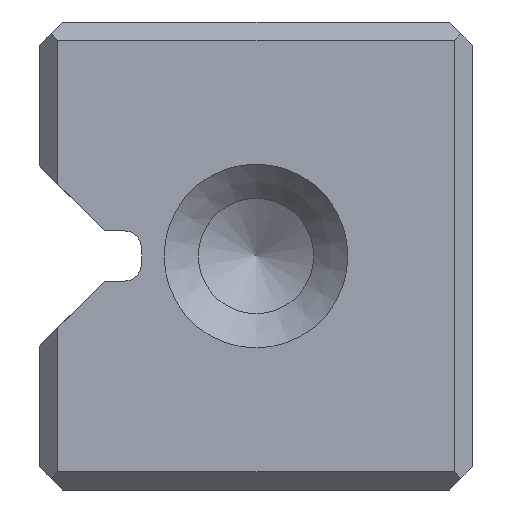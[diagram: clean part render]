
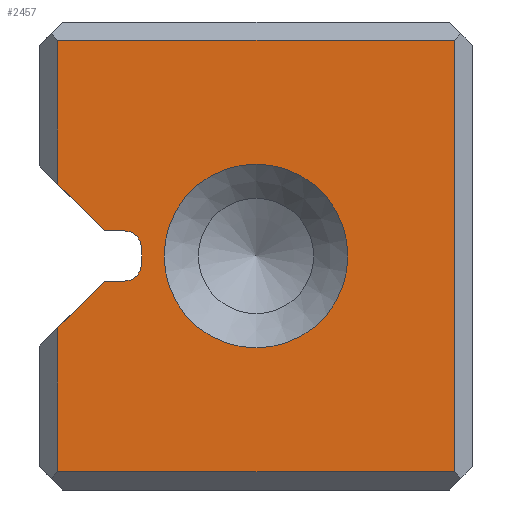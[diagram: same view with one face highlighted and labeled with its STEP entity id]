
A CAD part, left-side view. The second image highlights one B-rep face of the part: STEP entity #2457.
In plain terms, the highlighted planar face has unit normal (-1, 0, 0).
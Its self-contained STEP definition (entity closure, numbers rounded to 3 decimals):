
#2457=ADVANCED_FACE('',(#3351,#3352),#2830,.T.);
#2830=PLANE('',#8681);
#3074=CIRCLE('',#8678,1.);
#3075=CIRCLE('',#8679,1.);
#3076=CIRCLE('',#8680,5.5);
#3351=FACE_BOUND('',#3529,.T.);
#3352=FACE_BOUND('',#3530,.T.);
#3529=EDGE_LOOP('',(#4215,#4216,#4217,#4218,#4219,#4220,#4221,#4222,#4223,
#4224,#4225,#4226));
#3530=EDGE_LOOP('',(#4227));
#4215=ORIENTED_EDGE('',*,*,#6671,.T.);
#4216=ORIENTED_EDGE('',*,*,#6672,.T.);
#4217=ORIENTED_EDGE('',*,*,#6673,.T.);
#4218=ORIENTED_EDGE('',*,*,#6674,.T.);
#4219=ORIENTED_EDGE('',*,*,#6675,.T.);
#4220=ORIENTED_EDGE('',*,*,#6676,.T.);
#4221=ORIENTED_EDGE('',*,*,#6677,.T.);
#4222=ORIENTED_EDGE('',*,*,#6678,.T.);
#4223=ORIENTED_EDGE('',*,*,#6679,.T.);
#4224=ORIENTED_EDGE('',*,*,#6680,.T.);
#4225=ORIENTED_EDGE('',*,*,#6681,.T.);
#4226=ORIENTED_EDGE('',*,*,#6682,.F.);
#4227=ORIENTED_EDGE('',*,*,#6683,.F.);
#6039=VERTEX_POINT('',#11111);
#6040=VERTEX_POINT('',#11112);
#6041=VERTEX_POINT('',#11114);
#6042=VERTEX_POINT('',#11116);
#6043=VERTEX_POINT('',#11118);
#6044=VERTEX_POINT('',#11120);
#6045=VERTEX_POINT('',#11122);
#6046=VERTEX_POINT('',#11124);
#6047=VERTEX_POINT('',#11126);
#6048=VERTEX_POINT('',#11128);
#6049=VERTEX_POINT('',#11130);
#6050=VERTEX_POINT('',#11132);
#6051=VERTEX_POINT('',#11135);
#6671=EDGE_CURVE('',#6039,#6040,#7497,.T.);
#6672=EDGE_CURVE('',#6040,#6041,#7498,.T.);
#6673=EDGE_CURVE('',#6041,#6042,#7499,.T.);
#6674=EDGE_CURVE('',#6042,#6043,#7500,.T.);
#6675=EDGE_CURVE('',#6043,#6044,#7501,.T.);
#6676=EDGE_CURVE('',#6044,#6045,#7502,.T.);
#6677=EDGE_CURVE('',#6045,#6046,#7503,.T.);
#6678=EDGE_CURVE('',#6046,#6047,#7504,.T.);
#6679=EDGE_CURVE('',#6047,#6048,#3074,.T.);
#6680=EDGE_CURVE('',#6048,#6049,#7505,.T.);
#6681=EDGE_CURVE('',#6049,#6050,#3075,.T.);
#6682=EDGE_CURVE('',#6039,#6050,#7506,.T.);
#6683=EDGE_CURVE('',#6051,#6051,#3076,.T.);
#7497=LINE('',#11110,#8159);
#7498=LINE('',#11113,#8160);
#7499=LINE('',#11115,#8161);
#7500=LINE('',#11117,#8162);
#7501=LINE('',#11119,#8163);
#7502=LINE('',#11121,#8164);
#7503=LINE('',#11123,#8165);
#7504=LINE('',#11125,#8166);
#7505=LINE('',#11129,#8167);
#7506=LINE('',#11133,#8168);
#8159=VECTOR('',#9199,1.);
#8160=VECTOR('',#9200,1.);
#8161=VECTOR('',#9201,1.);
#8162=VECTOR('',#9202,1.);
#8163=VECTOR('',#9203,1.);
#8164=VECTOR('',#9204,1.);
#8165=VECTOR('',#9205,1.);
#8166=VECTOR('',#9206,1.);
#8167=VECTOR('',#9209,1.);
#8168=VECTOR('',#9212,1.);
#8678=AXIS2_PLACEMENT_3D('',#11127,#9207,#9208);
#8679=AXIS2_PLACEMENT_3D('',#11131,#9210,#9211);
#8680=AXIS2_PLACEMENT_3D('',#11134,#9213,#9214);
#8681=AXIS2_PLACEMENT_3D('',#11136,#9215,#9216);
#9199=DIRECTION('',(0.,0.707,-0.707));
#9200=DIRECTION('',(0.,0.,-1.));
#9201=DIRECTION('',(0.,-1.,0.));
#9202=DIRECTION('',(0.,0.,1.));
#9203=DIRECTION('',(0.,1.,0.));
#9204=DIRECTION('',(0.,0.,-1.));
#9205=DIRECTION('',(0.,-0.707,-0.707));
#9206=DIRECTION('',(0.,-1.,0.));
#9207=DIRECTION('',(1.,0.,0.));
#9208=DIRECTION('',(0.,0.,1.));
#9209=DIRECTION('',(0.,0.,-1.));
#9210=DIRECTION('',(1.,0.,0.));
#9211=DIRECTION('',(0.,0.,1.));
#9212=DIRECTION('',(0.,-1.,0.));
#9213=DIRECTION('',(-1.,0.,0.));
#9214=DIRECTION('',(0.,0.,1.));
#9215=DIRECTION('',(-1.,0.,0.));
#9216=DIRECTION('',(0.,1.,0.));
#11110=CARTESIAN_POINT('',(-800.,22.662,11.862));
#11111=CARTESIAN_POINT('',(-800.,34.42,0.105));
#11112=CARTESIAN_POINT('',(-800.,37.205,-2.68));
#11113=CARTESIAN_POINT('',(-800.,37.205,1.605));
#11114=CARTESIAN_POINT('',(-800.,37.205,-11.295));
#11115=CARTESIAN_POINT('',(-800.,12.405,-11.295));
#11116=CARTESIAN_POINT('',(-800.,13.505,-11.295));
#11117=CARTESIAN_POINT('',(-800.,13.505,1.605));
#11118=CARTESIAN_POINT('',(-800.,13.505,14.505));
#11119=CARTESIAN_POINT('',(-800.,12.405,14.505));
#11120=CARTESIAN_POINT('',(-800.,37.205,14.505));
#11121=CARTESIAN_POINT('',(-800.,37.205,1.605));
#11122=CARTESIAN_POINT('',(-800.,37.205,5.89));
#11123=CARTESIAN_POINT('',(-800.,22.662,-8.652));
#11124=CARTESIAN_POINT('',(-800.,34.42,3.105));
#11125=CARTESIAN_POINT('',(-800.,32.205,3.105));
#11126=CARTESIAN_POINT('',(-800.,33.205,3.105));
#11127=CARTESIAN_POINT('',(-800.,33.205,2.105));
#11128=CARTESIAN_POINT('',(-800.,32.205,2.105));
#11129=CARTESIAN_POINT('',(-800.,32.205,3.105));
#11130=CARTESIAN_POINT('',(-800.,32.205,1.105));
#11131=CARTESIAN_POINT('',(-800.,33.205,1.105));
#11132=CARTESIAN_POINT('',(-800.,33.205,0.105));
#11133=CARTESIAN_POINT('',(-800.,32.205,0.105));
#11134=CARTESIAN_POINT('',(-800.,25.355,1.605));
#11135=CARTESIAN_POINT('',(-800.,25.355,7.105));
#11136=CARTESIAN_POINT('',(-800.,12.405,1.605));
